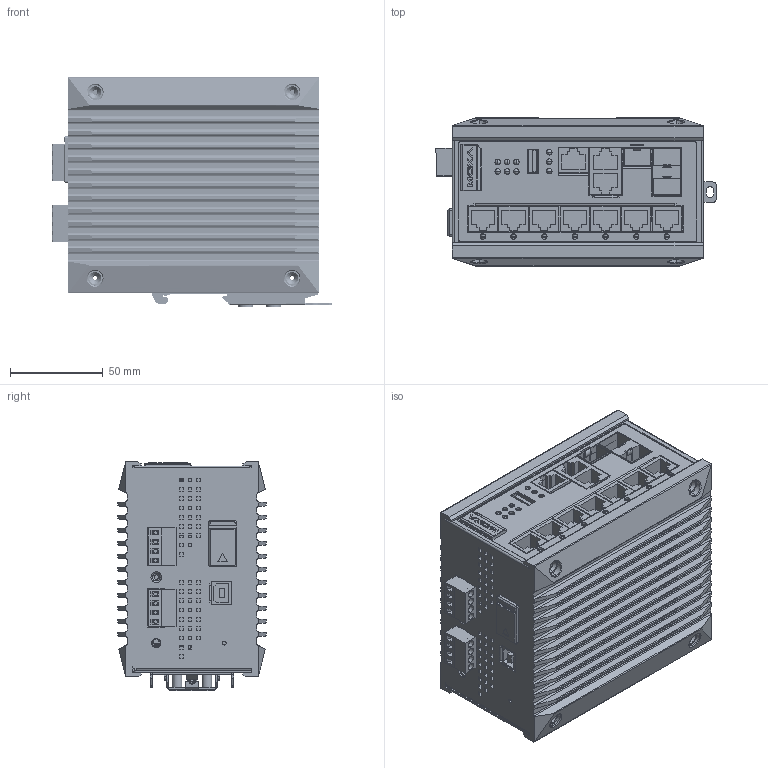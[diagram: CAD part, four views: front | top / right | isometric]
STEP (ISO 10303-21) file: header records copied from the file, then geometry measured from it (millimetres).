
FILE_DESCRIPTION((''),'2;1');
FILE_NAME('PRT0002','2013-08-20T',('Sam_Liu'),(''),'PRO/ENGINEER BY PARAMETRIC TECHNOLOGY CORPORATION, 2009360','PRO/ENGINEER BY PARAMETRIC TECHNOLOGY CORPORATION, 2009360','');
FILE_SCHEMA(('CONFIG_CONTROL_DESIGN'));
Products named in the file (1): PRT0002
Bounding box: 151.2 x 79.8 x 123.3 mm (x, y, z)
Volume: 296301.2 mm3; surface area: 302031.7 mm2
Topology: 12 solids, 45 shells, 6136 faces, 16037 edges, 10454 vertices
Faces by surface type: plane 4512, cylinder 1285, cone 192, torus 66, bspline 52, sphere 21, extrusion 8
Entity records: 194166 total; most frequent: CARTESIAN_POINT 40112, ORIENTED_EDGE 31956, DIRECTION 30539, EDGE_CURVE 16012, VECTOR 12625, LINE 12617, VERTEX_POINT 10454, AXIS2_PLACEMENT_3D 8957
